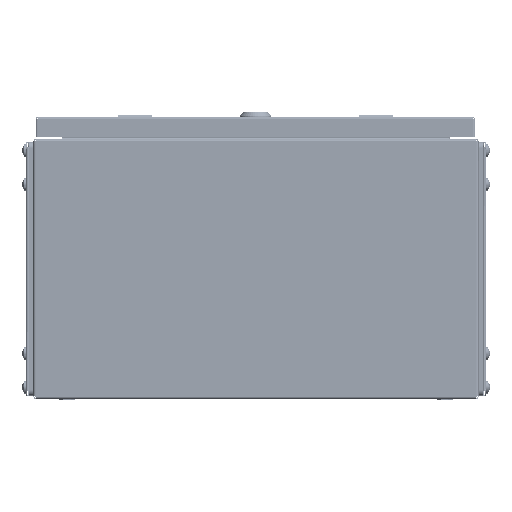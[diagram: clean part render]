
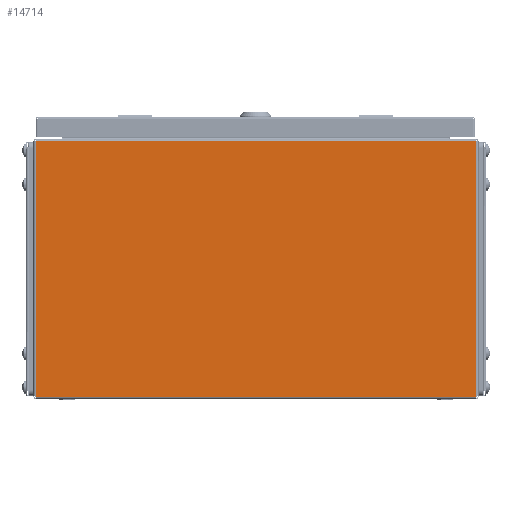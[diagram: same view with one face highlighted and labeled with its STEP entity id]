
A CAD part, left-side view. The second image highlights one B-rep face of the part: STEP entity #14714.
In plain terms, the highlighted planar face has unit normal (-1, 0, 0).
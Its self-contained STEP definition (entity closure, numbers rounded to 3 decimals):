
#5690 = ORIENTED_EDGE ( 'NONE', *, *, #49960, .T. ) ;
#8850 = LINE ( 'NONE', #15317, #53920 ) ;
#11223 = DIRECTION ( 'NONE',  ( 1., 0., 0. ) ) ;
#13557 = LINE ( 'NONE', #28183, #17518 ) ;
#13777 = LINE ( 'NONE', #40086, #74846 ) ;
#14714 = ADVANCED_FACE ( 'NONE', ( #44413 ), #70275, .F. ) ;
#15317 = CARTESIAN_POINT ( 'NONE',  ( -200., 195.5, 1. ) ) ;
#16149 = DIRECTION ( 'NONE',  ( 0., 1., 0. ) ) ;
#17518 = VECTOR ( 'NONE', #79919, 1000. ) ;
#18332 = VERTEX_POINT ( 'NONE', #27859 ) ;
#19365 = DIRECTION ( 'NONE',  ( 0., 0., -1. ) ) ;
#22325 = DIRECTION ( 'NONE',  ( 0., 0., -1. ) ) ;
#23428 = DIRECTION ( 'NONE',  ( 0., 0., 1. ) ) ;
#27859 = CARTESIAN_POINT ( 'NONE',  ( -200., 195.5, 1. ) ) ;
#28183 = CARTESIAN_POINT ( 'NONE',  ( -200., -195.5, 227.5 ) ) ;
#31894 = CARTESIAN_POINT ( 'NONE',  ( -200., 0., 0. ) ) ;
#32915 = ORIENTED_EDGE ( 'NONE', *, *, #70144, .T. ) ;
#33208 = CARTESIAN_POINT ( 'NONE',  ( -200., -195.5, 227.5 ) ) ;
#33452 = VERTEX_POINT ( 'NONE', #74937 ) ;
#40086 = CARTESIAN_POINT ( 'NONE',  ( -200., 195.5, 0. ) ) ;
#40142 = EDGE_CURVE ( 'NONE', #33452, #18332, #8850, .T. ) ;
#41841 = CARTESIAN_POINT ( 'NONE',  ( -200., 195.5, 227.5 ) ) ;
#44413 = FACE_OUTER_BOUND ( 'NONE', #74242, .T. ) ;
#46495 = EDGE_CURVE ( 'NONE', #33452, #68876, #82473, .T. ) ;
#49278 = VECTOR ( 'NONE', #23428, 1000. ) ;
#49960 = EDGE_CURVE ( 'NONE', #68876, #79694, #13557, .T. ) ;
#53920 = VECTOR ( 'NONE', #16149, 1000. ) ;
#56210 = ORIENTED_EDGE ( 'NONE', *, *, #40142, .F. ) ;
#63265 = ORIENTED_EDGE ( 'NONE', *, *, #46495, .T. ) ;
#68876 = VERTEX_POINT ( 'NONE', #33208 ) ;
#70144 = EDGE_CURVE ( 'NONE', #79694, #18332, #13777, .T. ) ;
#70275 = PLANE ( 'NONE',  #84938 ) ;
#74242 = EDGE_LOOP ( 'NONE', ( #5690, #32915, #56210, #63265 ) ) ;
#74736 = CARTESIAN_POINT ( 'NONE',  ( -200., -195.5, 0. ) ) ;
#74846 = VECTOR ( 'NONE', #22325, 1000. ) ;
#74937 = CARTESIAN_POINT ( 'NONE',  ( -200., -195.5, 1. ) ) ;
#79694 = VERTEX_POINT ( 'NONE', #41841 ) ;
#79919 = DIRECTION ( 'NONE',  ( 0., 1., 0. ) ) ;
#82473 = LINE ( 'NONE', #74736, #49278 ) ;
#84938 = AXIS2_PLACEMENT_3D ( 'NONE', #31894, #11223, #19365 ) ;
